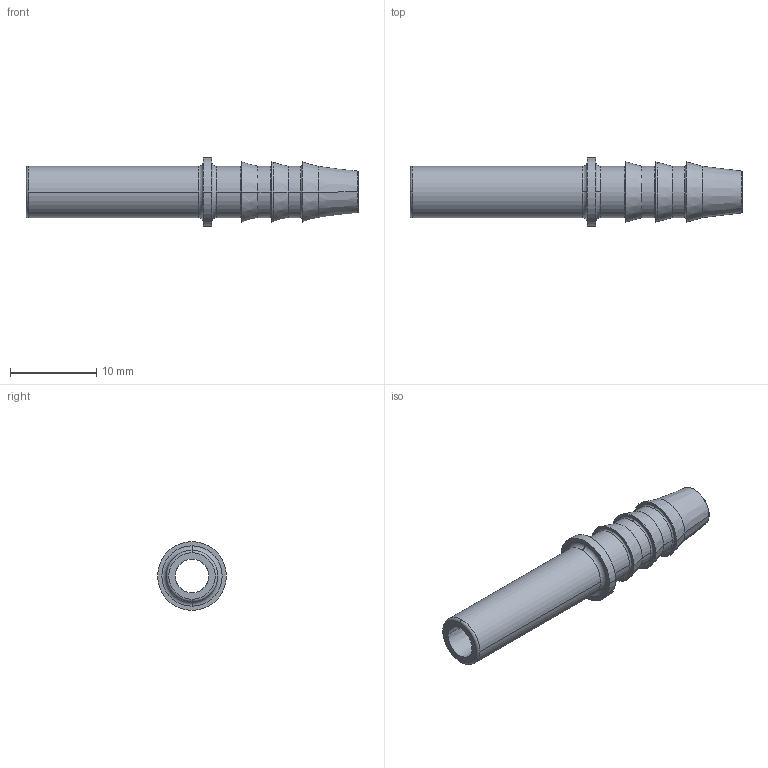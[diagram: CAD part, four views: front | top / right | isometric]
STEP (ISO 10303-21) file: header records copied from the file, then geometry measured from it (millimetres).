
FILE_DESCRIPTION(('STEP AP214'),'1');
FILE_NAME('3122_06_05.stp','2016-07-07T14:58:05',('TraceParts'),('TraceParts S.A.'),'Spatial InterOp 3D',' ',' ');
FILE_SCHEMA(('automotive_design'));
Length unit declared in the file: millimetre
Products named in the file (1): 1
Bounding box: 38.6 x 8 x 8 mm (x, y, z)
Volume: 616.1 mm3; surface area: 1312.6 mm2
Topology: 1 solids, 1 shells, 47 faces, 119 edges, 75 vertices
Faces by surface type: cone 20, torus 14, cylinder 10, plane 3
Entity records: 1477 total; most frequent: DIRECTION 304, CARTESIAN_POINT 242, ORIENTED_EDGE 238, AXIS2_PLACEMENT_3D 137, EDGE_CURVE 119, CIRCLE 89, VERTEX_POINT 75, EDGE_LOOP 50
